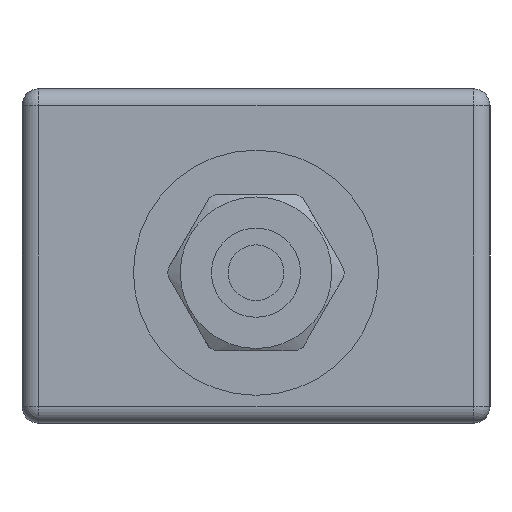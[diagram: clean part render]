
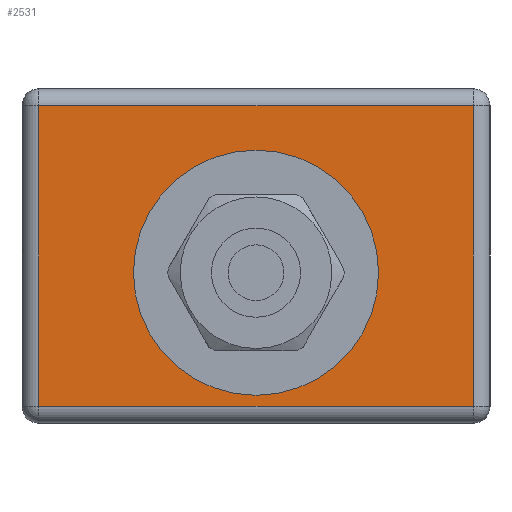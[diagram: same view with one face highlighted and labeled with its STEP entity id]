
A CAD part, left-side view. The second image highlights one B-rep face of the part: STEP entity #2531.
In plain terms, the highlighted planar face has unit normal (-1, 0, 0).
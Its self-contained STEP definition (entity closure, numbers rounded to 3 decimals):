
#27=FACE_BOUND('',#401,.T.);
#64=PLANE('',#2768);
#210=FACE_OUTER_BOUND('',#400,.T.);
#400=EDGE_LOOP('',(#1752,#1753,#1754,#1755));
#401=EDGE_LOOP('',(#1756,#1757));
#602=LINE('',#4099,#779);
#603=LINE('',#4101,#780);
#604=LINE('',#4103,#781);
#605=LINE('',#4104,#782);
#779=VECTOR('',#3202,10.);
#780=VECTOR('',#3203,10.);
#781=VECTOR('',#3204,10.);
#782=VECTOR('',#3205,10.);
#961=CIRCLE('',#2766,11.);
#962=CIRCLE('',#2767,11.);
#1141=VERTEX_POINT('',#4091);
#1142=VERTEX_POINT('',#4092);
#1143=VERTEX_POINT('',#4097);
#1144=VERTEX_POINT('',#4098);
#1145=VERTEX_POINT('',#4100);
#1146=VERTEX_POINT('',#4102);
#1339=EDGE_CURVE('',#1141,#1142,#961,.T.);
#1340=EDGE_CURVE('',#1142,#1141,#962,.T.);
#1342=EDGE_CURVE('',#1143,#1144,#602,.T.);
#1343=EDGE_CURVE('',#1145,#1143,#603,.T.);
#1344=EDGE_CURVE('',#1146,#1145,#604,.T.);
#1345=EDGE_CURVE('',#1144,#1146,#605,.T.);
#1752=ORIENTED_EDGE('',*,*,#1342,.F.);
#1753=ORIENTED_EDGE('',*,*,#1343,.F.);
#1754=ORIENTED_EDGE('',*,*,#1344,.F.);
#1755=ORIENTED_EDGE('',*,*,#1345,.F.);
#1756=ORIENTED_EDGE('',*,*,#1339,.T.);
#1757=ORIENTED_EDGE('',*,*,#1340,.T.);
#2531=ADVANCED_FACE('',(#210,#27),#64,.T.);
#2766=AXIS2_PLACEMENT_3D('',#4093,#3195,#3196);
#2767=AXIS2_PLACEMENT_3D('',#4094,#3197,#3198);
#2768=AXIS2_PLACEMENT_3D('',#4096,#3200,#3201);
#3195=DIRECTION('center_axis',(1.,0.,0.));
#3196=DIRECTION('ref_axis',(0.,0.,-1.));
#3197=DIRECTION('center_axis',(1.,0.,0.));
#3198=DIRECTION('ref_axis',(0.,0.,-1.));
#3200=DIRECTION('center_axis',(-1.,0.,0.));
#3201=DIRECTION('ref_axis',(0.,0.,1.));
#3202=DIRECTION('',(0.,1.,0.));
#3203=DIRECTION('',(0.,0.,-1.));
#3204=DIRECTION('',(0.,-1.,0.));
#3205=DIRECTION('',(0.,0.,1.));
#4091=CARTESIAN_POINT('',(-23.835,3.561,-12.5));
#4092=CARTESIAN_POINT('',(-23.835,3.561,9.5));
#4093=CARTESIAN_POINT('Origin',(-23.835,3.561,-1.5));
#4094=CARTESIAN_POINT('Origin',(-23.835,3.561,-1.5));
#4096=CARTESIAN_POINT('Origin',(-23.835,-17.439,0.));
#4097=CARTESIAN_POINT('',(-23.835,-15.939,-13.5));
#4098=CARTESIAN_POINT('',(-23.835,23.061,-13.5));
#4099=CARTESIAN_POINT('',(-23.835,-12.189,-13.5));
#4100=CARTESIAN_POINT('',(-23.835,-15.939,13.5));
#4101=CARTESIAN_POINT('',(-23.835,-15.939,0.));
#4102=CARTESIAN_POINT('',(-23.835,23.061,13.5));
#4103=CARTESIAN_POINT('',(-23.835,-12.189,13.5));
#4104=CARTESIAN_POINT('',(-23.835,23.061,0.));
